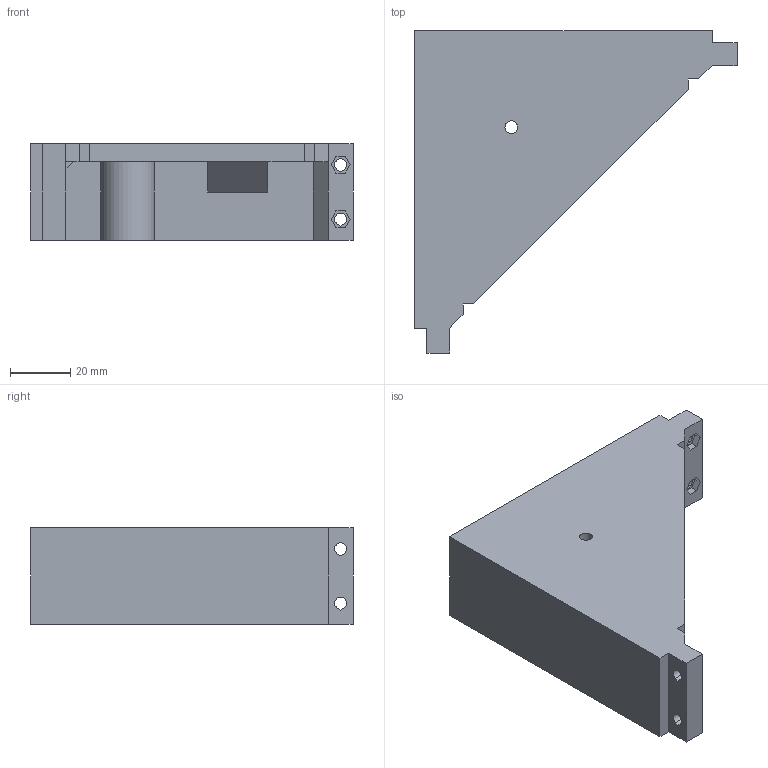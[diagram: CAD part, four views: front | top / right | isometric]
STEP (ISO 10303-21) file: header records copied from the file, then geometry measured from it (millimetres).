
FILE_DESCRIPTION(('STEP AP203'), '1');
FILE_NAME('Angle', '', ('UNSPECIFIED'), ('UNSPECIFIED'), 'C3D Converter', 'C3D Toolkit', '');
FILE_SCHEMA(('CONFIG_CONTROL_DESIGN'));
Length unit declared in the file: millimetre
Bounding box: 107 x 107 x 32 mm (x, y, z)
Volume: 70604.8 mm3; surface area: 30336.1 mm2
Topology: 1 solids, 1 shells, 84 faces, 226 edges, 150 vertices
Faces by surface type: plane 76, cylinder 8
Full cylindrical faces by diameter (mm): 4.2 x1, 9 x1
Entity records: 3307 total; most frequent: CARTESIAN_POINT 459, ORIENTED_EDGE 448, DIRECTION 410, EDGE_CURVE 224, LINE 208, VECTOR 208, VERTEX_POINT 150, EDGE_LOOP 102
